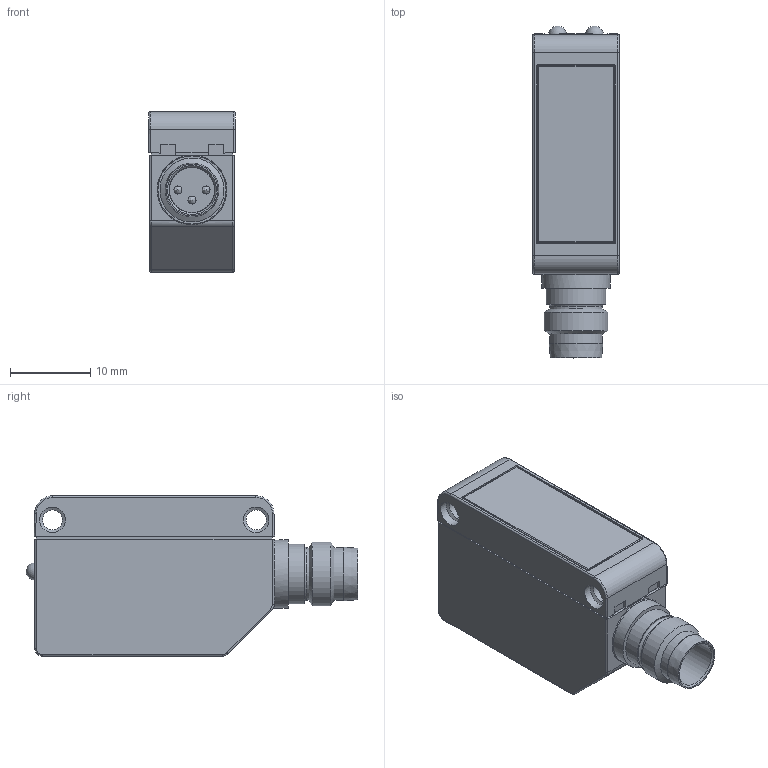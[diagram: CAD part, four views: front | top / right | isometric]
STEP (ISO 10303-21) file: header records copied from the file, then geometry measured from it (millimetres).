
FILE_DESCRIPTION(/* description */ (''),/* implementation_level */ '2;1');
FILE_NAME(/* name */ 'PD30_No-Teach_Plug.stp',/* time_stamp */ '2017-01-31T11:11:02+01:00',/* author */ ('tvb'),/* organization */ (''),/* preprocessor_version */ 'ST-DEVELOPER v16.1',/* originating_system */ 'Autodesk Inventor 2016',/* authorisation */ '');
FILE_SCHEMA (('AUTOMOTIVE_DESIGN { 1 0 10303 214 3 1 1 }'));
Length unit declared in the file: millimetre
Products named in the file (1): PD30_No-Teach_Plug
Bounding box: 10.8 x 41.4 x 20 mm (x, y, z)
Volume: 2631.3 mm3; surface area: 5514.5 mm2
Topology: 5 solids, 93 shells, 391 faces, 981 edges, 615 vertices
Faces by surface type: plane 191, cylinder 121, cone 34, torus 20, sphere 14, bspline 11
Full cylindrical faces by diameter (mm): 1 x6, 1.8 x2, 2.2 x2, 2.5 x2, 3.2 x4, 5.6 x2, 5.7 x2, 6 x1, 6.4 x2, 6.5 x1, 6.6 x3, 7.5 x1, 8 x1, 8.5 x1
Entity records: 11364 total; most frequent: CARTESIAN_POINT 2127, DIRECTION 1981, ORIENTED_EDGE 1798, EDGE_CURVE 897, AXIS2_PLACEMENT_3D 713, VERTEX_POINT 594, LINE 555, VECTOR 555
